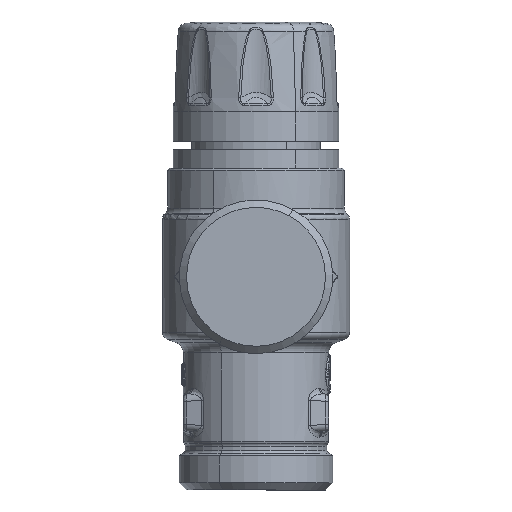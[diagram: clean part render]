
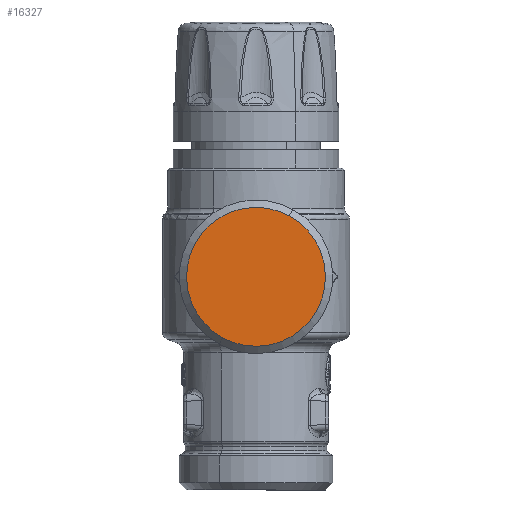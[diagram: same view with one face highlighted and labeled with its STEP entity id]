
A CAD part, front view. The second image highlights one B-rep face of the part: STEP entity #16327.
In plain terms, the highlighted planar face has unit normal (0, -1, 0).
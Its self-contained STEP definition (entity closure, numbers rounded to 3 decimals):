
#16304=CARTESIAN_POINT('Axis2P3D Location',(44.125,3.125,154.62)) ;
#16309=CARTESIAN_POINT('Axis2P3D Location',(44.125,3.125,138.37)) ;
#16313=CARTESIAN_POINT('Vertex',(53.186,3.125,154.956)) ;
#16315=CARTESIAN_POINT('Vertex',(35.063,3.125,121.783)) ;
#16318=CARTESIAN_POINT('Axis2P3D Location',(44.125,3.125,138.37)) ;
#16305=DIRECTION('Axis2P3D Direction',(-0.,1.,0.)) ;
#16306=DIRECTION('Axis2P3D XDirection',(0.,0.,1.)) ;
#16310=DIRECTION('Axis2P3D Direction',(-0.,1.,0.)) ;
#16319=DIRECTION('Axis2P3D Direction',(-0.,1.,0.)) ;
#16307=AXIS2_PLACEMENT_3D('Plane Axis2P3D',#16304,#16305,#16306) ;
#16311=AXIS2_PLACEMENT_3D('Circle Axis2P3D',#16309,#16310,$) ;
#16320=AXIS2_PLACEMENT_3D('Circle Axis2P3D',#16318,#16319,$) ;
#16312=CIRCLE('generated circle',#16311,18.9) ;
#16321=CIRCLE('generated circle',#16320,18.9) ;
#16308=PLANE('',#16307) ;
#16317=EDGE_CURVE('',#16314,#16316,#16312,.T.) ;
#16322=EDGE_CURVE('',#16316,#16314,#16321,.T.) ;
#16324=ORIENTED_EDGE('',*,*,#16317,.F.) ;
#16325=ORIENTED_EDGE('',*,*,#16322,.F.) ;
#16323=EDGE_LOOP('',(#16324,#16325)) ;
#16314=VERTEX_POINT('',#16313) ;
#16316=VERTEX_POINT('',#16315) ;
#16327=ADVANCED_FACE('PartBody',(#16326),#16308,.F.) ;
#16326=FACE_OUTER_BOUND('',#16323,.T.) ;
